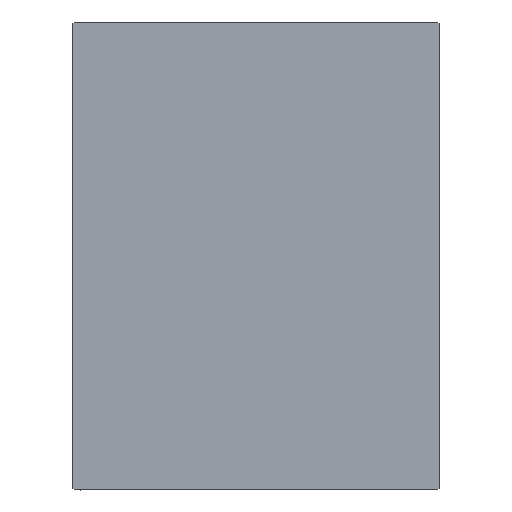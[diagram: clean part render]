
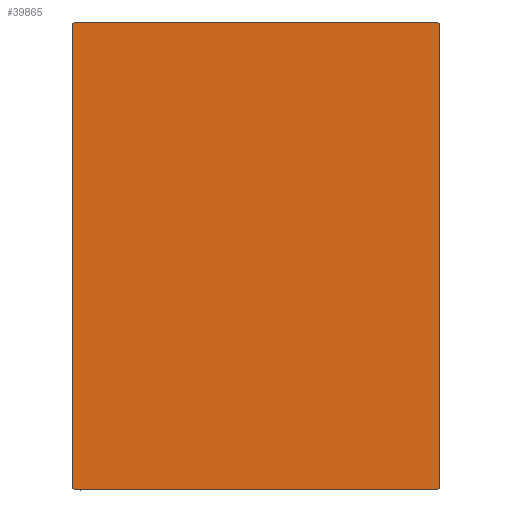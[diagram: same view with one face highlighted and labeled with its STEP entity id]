
A CAD part, left-side view. The second image highlights one B-rep face of the part: STEP entity #39865.
In plain terms, the highlighted face is planar.
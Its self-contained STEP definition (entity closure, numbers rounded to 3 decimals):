
#338 = DIRECTION ( 'NONE',  ( 0., 0.707, 0.707 ) ) ;
#1032 = DIRECTION ( 'NONE',  ( 0., -0.707, 0.707 ) ) ;
#1758 = CARTESIAN_POINT ( 'NONE',  ( 158., -45., 57.2 ) ) ;
#1910 = LINE ( 'NONE', #31010, #39723 ) ;
#2079 = EDGE_CURVE ( 'NONE', #42547, #40296, #26273, .T. ) ;
#3861 = EDGE_CURVE ( 'NONE', #27436, #40025, #36892, .T. ) ;
#4293 = CARTESIAN_POINT ( 'NONE',  ( 158., 45., -57.5 ) ) ;
#4502 = CARTESIAN_POINT ( 'NONE',  ( 158., 44.7, 57.5 ) ) ;
#5775 = FACE_OUTER_BOUND ( 'NONE', #43216, .T. ) ;
#5917 = CARTESIAN_POINT ( 'NONE',  ( 158., -51.1, 51.1 ) ) ;
#6373 = LINE ( 'NONE', #19744, #41344 ) ;
#7072 = ORIENTED_EDGE ( 'NONE', *, *, #2079, .T. ) ;
#7270 = VECTOR ( 'NONE', #36128, 1000. ) ;
#7387 = VECTOR ( 'NONE', #7528, 1000. ) ;
#7528 = DIRECTION ( 'NONE',  ( 0., 0., -1. ) ) ;
#10276 = VECTOR ( 'NONE', #15921, 1000. ) ;
#10415 = CARTESIAN_POINT ( 'NONE',  ( 158., 51.1, -51.1 ) ) ;
#14570 = EDGE_CURVE ( 'NONE', #26147, #42547, #32546, .T. ) ;
#15000 = DIRECTION ( 'NONE',  ( 0., 0., -1. ) ) ;
#15861 = PLANE ( 'NONE',  #18573 ) ;
#15921 = DIRECTION ( 'NONE',  ( 0., -1., 0. ) ) ;
#16605 = LINE ( 'NONE', #40449, #38687 ) ;
#16887 = DIRECTION ( 'NONE',  ( 0., 1., 0. ) ) ;
#18204 = CARTESIAN_POINT ( 'NONE',  ( 158., -44.7, 57.5 ) ) ;
#18573 = AXIS2_PLACEMENT_3D ( 'NONE', #19149, #42541, #15000 ) ;
#18746 = CARTESIAN_POINT ( 'NONE',  ( 158., 45., 57.2 ) ) ;
#18994 = CARTESIAN_POINT ( 'NONE',  ( 158., 45., 57.5 ) ) ;
#19149 = CARTESIAN_POINT ( 'NONE',  ( 158., 0., 0. ) ) ;
#19744 = CARTESIAN_POINT ( 'NONE',  ( 158., -45., -57.5 ) ) ;
#20658 = CARTESIAN_POINT ( 'NONE',  ( 158., 45., -57.2 ) ) ;
#22156 = EDGE_CURVE ( 'NONE', #35271, #26147, #1910, .T. ) ;
#22275 = ORIENTED_EDGE ( 'NONE', *, *, #29534, .T. ) ;
#22581 = VECTOR ( 'NONE', #338, 1000. ) ;
#22773 = VECTOR ( 'NONE', #37134, 1000. ) ;
#23962 = CARTESIAN_POINT ( 'NONE',  ( 158., -45., 57.5 ) ) ;
#24444 = LINE ( 'NONE', #4293, #22773 ) ;
#24942 = CARTESIAN_POINT ( 'NONE',  ( 158., 44.7, -57.5 ) ) ;
#25432 = ORIENTED_EDGE ( 'NONE', *, *, #22156, .T. ) ;
#25832 = VERTEX_POINT ( 'NONE', #26478 ) ;
#26147 = VERTEX_POINT ( 'NONE', #4502 ) ;
#26273 = LINE ( 'NONE', #5917, #7270 ) ;
#26478 = CARTESIAN_POINT ( 'NONE',  ( 158., -45., -57.2 ) ) ;
#26714 = ORIENTED_EDGE ( 'NONE', *, *, #14570, .T. ) ;
#26881 = DIRECTION ( 'NONE',  ( 0., 0.707, -0.707 ) ) ;
#27436 = VERTEX_POINT ( 'NONE', #24942 ) ;
#27757 = EDGE_CURVE ( 'NONE', #25832, #41687, #16605, .T. ) ;
#29534 = EDGE_CURVE ( 'NONE', #41687, #27436, #6373, .T. ) ;
#30736 = LINE ( 'NONE', #23962, #7387 ) ;
#31010 = CARTESIAN_POINT ( 'NONE',  ( 158., 51.1, 51.1 ) ) ;
#32145 = CARTESIAN_POINT ( 'NONE',  ( 158., -44.7, -57.5 ) ) ;
#32546 = LINE ( 'NONE', #18994, #10276 ) ;
#35271 = VERTEX_POINT ( 'NONE', #18746 ) ;
#36128 = DIRECTION ( 'NONE',  ( 0., -0.707, -0.707 ) ) ;
#36157 = ORIENTED_EDGE ( 'NONE', *, *, #3861, .T. ) ;
#36212 = ORIENTED_EDGE ( 'NONE', *, *, #41963, .T. ) ;
#36892 = LINE ( 'NONE', #10415, #22581 ) ;
#37134 = DIRECTION ( 'NONE',  ( 0., 0., 1. ) ) ;
#37590 = ORIENTED_EDGE ( 'NONE', *, *, #41323, .T. ) ;
#38687 = VECTOR ( 'NONE', #26881, 1000. ) ;
#39723 = VECTOR ( 'NONE', #1032, 1000. ) ;
#39865 = ADVANCED_FACE ( 'NONE', ( #5775 ), #15861, .T. ) ;
#40025 = VERTEX_POINT ( 'NONE', #20658 ) ;
#40059 = ORIENTED_EDGE ( 'NONE', *, *, #27757, .T. ) ;
#40296 = VERTEX_POINT ( 'NONE', #1758 ) ;
#40449 = CARTESIAN_POINT ( 'NONE',  ( 158., -51.1, -51.1 ) ) ;
#41323 = EDGE_CURVE ( 'NONE', #40296, #25832, #30736, .T. ) ;
#41344 = VECTOR ( 'NONE', #16887, 1000. ) ;
#41687 = VERTEX_POINT ( 'NONE', #32145 ) ;
#41963 = EDGE_CURVE ( 'NONE', #40025, #35271, #24444, .T. ) ;
#42541 = DIRECTION ( 'NONE',  ( 1., 0., 0. ) ) ;
#42547 = VERTEX_POINT ( 'NONE', #18204 ) ;
#43216 = EDGE_LOOP ( 'NONE', ( #22275, #36157, #36212, #25432, #26714, #7072, #37590, #40059 ) ) ;
